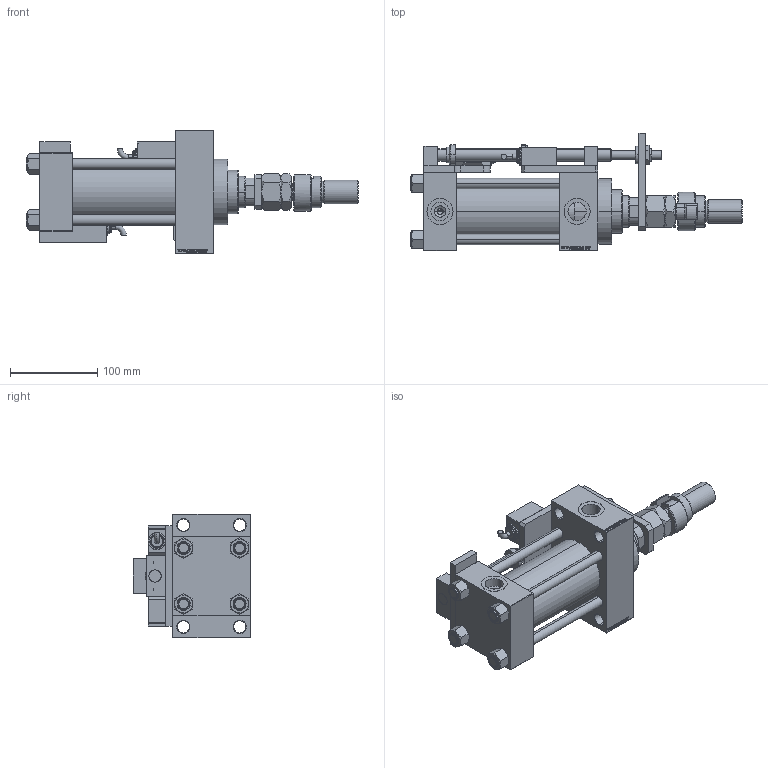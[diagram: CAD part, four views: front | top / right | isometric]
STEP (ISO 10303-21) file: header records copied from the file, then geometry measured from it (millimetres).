
FILE_DESCRIPTION (( 'STEP AP203' ), '1' );
FILE_NAME ('22a7.STEP', '2022-04-16T20:02:31', ( '' ), ( '' ), 'SwSTEP 2.0', 'SolidWorks 2019', '' );
FILE_SCHEMA (( 'CONFIG_CONTROL_DESIGN' ));
Length unit declared in the file: millimetre
Products named in the file (20): FEMALE_PART_FOR_DFA 188fcdf0090b4c2100ad08e9f731d4da; V215CD_SWITCH_Q_PODLOZKA_BACK 188fcdf0090b4c2100ad08e9f731d4da; V215CD_D_Body 188fcdf0090b4c2100ad08e9f731d4da; V215CD_NUT_M5_D 188fcdf0090b4c2100ad08e9f731d4da; 22a7; V215CD_SWITCH_Q_NUT10 188fcdf0090b4c2100ad08e9f731d4da; V215CD_SWITCH_Q_SWITCH 188fcdf0090b4c2100ad08e9f731d4da; V215CD_SWITCH_Q_BLOK 188fcdf0090b4c2100ad08e9f731d4da; V215CD_C_DFAS_SWITCH 188fcdf0090b4c2100ad08e9f731d4da; V215CD_SWITCH_Q_MAGNET 188fcdf0090b4c2100ad08e9f731d4da; V215CD_SWITCH_Q_DIMA 188fcdf0090b4c2100ad08e9f731d4da; V215CD_SWITCH_Q_PODLOZKA_FRONT 188fcdf0090b4c2100ad08e9f731d4da; V215CD_SWITCH_Q_ZARAZKA 188fcdf0090b4c2100ad08e9f731d4da; Zatka_pro_OIL_PORT 188fcdf0090b4c2100ad08e9f731d4da; V215CD_SWITCH_Q_TYC 188fcdf0090b4c2100ad08e9f731d4da; V215CD_D_TYCINKA 188fcdf0090b4c2100ad08e9f731d4da; V215CD_SWITCH_Q_NUT 188fcdf0090b4c2100ad08e9f731d4da; MFA 188fcdf0090b4c2100ad08e9f731d4da; V215CD_VC_A 188fcdf0090b4c2100ad08e9f731d4da; V215CD_VCP_D 188fcdf0090b4c2100ad08e9f731d4da
Assembly tree (29 placements, depth 3):
  22a7
    V215CD_D_Body 188fcdf0090b4c2100ad08e9f731d4da
    V215CD_VC_A 188fcdf0090b4c2100ad08e9f731d4da
    V215CD_VCP_D 188fcdf0090b4c2100ad08e9f731d4da
    V215CD_D_TYCINKA 188fcdf0090b4c2100ad08e9f731d4da  x4
    V215CD_NUT_M5_D 188fcdf0090b4c2100ad08e9f731d4da  x4
    V215CD_SWITCH_Q_BLOK 188fcdf0090b4c2100ad08e9f731d4da  x2
    V215CD_SWITCH_Q_DIMA 188fcdf0090b4c2100ad08e9f731d4da
    V215CD_SWITCH_Q_MAGNET 188fcdf0090b4c2100ad08e9f731d4da  x2
    V215CD_SWITCH_Q_NUT 188fcdf0090b4c2100ad08e9f731d4da
    V215CD_SWITCH_Q_NUT10 188fcdf0090b4c2100ad08e9f731d4da
    V215CD_SWITCH_Q_PODLOZKA_BACK 188fcdf0090b4c2100ad08e9f731d4da
    V215CD_SWITCH_Q_PODLOZKA_FRONT 188fcdf0090b4c2100ad08e9f731d4da
    V215CD_SWITCH_Q_SWITCH 188fcdf0090b4c2100ad08e9f731d4da  x2
    V215CD_SWITCH_Q_TYC 188fcdf0090b4c2100ad08e9f731d4da
    V215CD_SWITCH_Q_ZARAZKA 188fcdf0090b4c2100ad08e9f731d4da
    V215CD_C_DFAS_SWITCH 188fcdf0090b4c2100ad08e9f731d4da
      FEMALE_PART_FOR_DFA 188fcdf0090b4c2100ad08e9f731d4da
      MFA 188fcdf0090b4c2100ad08e9f731d4da
    Zatka_pro_OIL_PORT 188fcdf0090b4c2100ad08e9f731d4da  x2
Bounding box: 381.5 x 135 x 142 mm (x, y, z)
Volume: 1602360.2 mm3; surface area: 359700.6 mm2
Topology: 28 solids, 28 shells, 1525 faces, 3700 edges, 2369 vertices
Faces by surface type: plane 696, bspline 368, cone 237, cylinder 184, torus 40
Entity records: 58049 total; most frequent: CARTESIAN_POINT 27390, ORIENTED_EDGE 6376, DIRECTION 4679, EDGE_CURVE 3188, VERTEX_POINT 2063, LINE 1823, VECTOR 1823, EDGE_LOOP 1461
